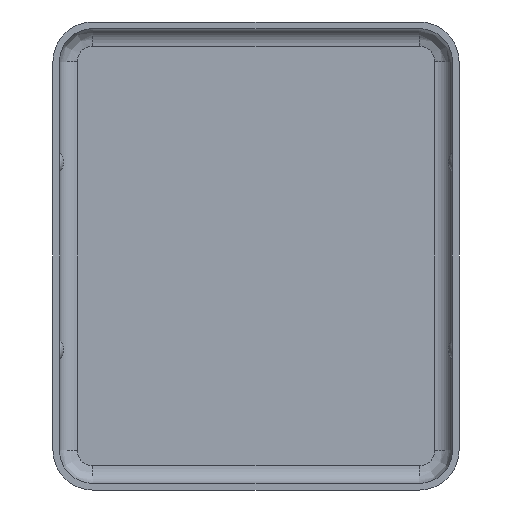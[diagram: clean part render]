
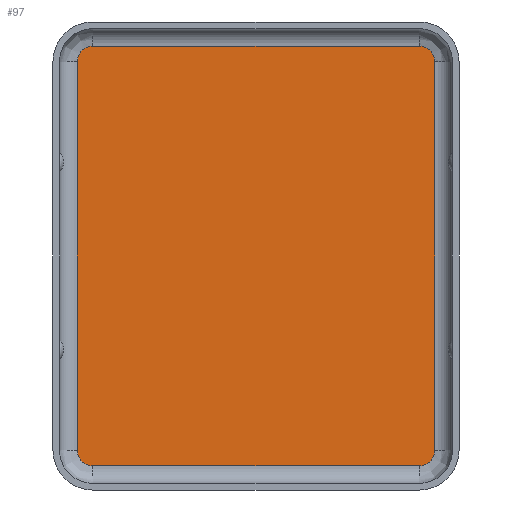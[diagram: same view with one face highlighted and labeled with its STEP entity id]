
A CAD part, front view. The second image highlights one B-rep face of the part: STEP entity #97.
In plain terms, the highlighted planar face has unit normal (0, -1, 0).
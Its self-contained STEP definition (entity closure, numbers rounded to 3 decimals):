
#97 = ADVANCED_FACE( 'NONE', ( #220 ), #221, .T. );
#220 = FACE_OUTER_BOUND( '', #409, .T. );
#221 = PLANE( '', #410 );
#409 = EDGE_LOOP( '', ( #751, #752, #753, #754, #755, #756, #757, #758 ) );
#410 = AXIS2_PLACEMENT_3D( '', #759, #760, #761 );
#751 = ORIENTED_EDGE( '', *, *, #1026, .F. );
#752 = ORIENTED_EDGE( '', *, *, #1027, .F. );
#753 = ORIENTED_EDGE( '', *, *, #1028, .F. );
#754 = ORIENTED_EDGE( '', *, *, #975, .T. );
#755 = ORIENTED_EDGE( '', *, *, #1029, .T. );
#756 = ORIENTED_EDGE( '', *, *, #1030, .F. );
#757 = ORIENTED_EDGE( '', *, *, #1018, .T. );
#758 = ORIENTED_EDGE( '', *, *, #1031, .T. );
#759 = CARTESIAN_POINT( '', ( 7.4, 0., -8.8 ) );
#760 = DIRECTION( '', ( 0., -1., 0. ) );
#761 = DIRECTION( '', ( 0., 0., -1. ) );
#975 = EDGE_CURVE( 'NONE', #1123, #1121, #1124, .T. );
#1018 = EDGE_CURVE( 'NONE', #1192, #1190, #1193, .T. );
#1026 = EDGE_CURVE( 'NONE', #1204, #1205, #1206, .T. );
#1027 = EDGE_CURVE( 'NONE', #1207, #1204, #1208, .T. );
#1028 = EDGE_CURVE( 'NONE', #1123, #1207, #1209, .T. );
#1029 = EDGE_CURVE( 'NONE', #1121, #1210, #1211, .T. );
#1030 = EDGE_CURVE( 'NONE', #1192, #1210, #1212, .T. );
#1031 = EDGE_CURVE( 'NONE', #1190, #1205, #1213, .T. );
#1121 = VERTEX_POINT( 'NONE', #1316 );
#1123 = VERTEX_POINT( 'NONE', #1318 );
#1124 = CIRCLE( '', #1319, 0.7 );
#1190 = VERTEX_POINT( 'NONE', #1402 );
#1192 = VERTEX_POINT( 'NONE', #1404 );
#1193 = LINE( '', #1405, #1406 );
#1204 = VERTEX_POINT( 'NONE', #1419 );
#1205 = VERTEX_POINT( 'NONE', #1420 );
#1206 = LINE( '', #1421, #1422 );
#1207 = VERTEX_POINT( 'NONE', #1423 );
#1208 = CIRCLE( '', #1424, 0.7 );
#1209 = LINE( '', #1425, #1426 );
#1210 = VERTEX_POINT( 'NONE', #1427 );
#1211 = LINE( '', #1428, #1429 );
#1212 = CIRCLE( '', #1430, 0.7 );
#1213 = CIRCLE( '', #1431, 0.7 );
#1316 = CARTESIAN_POINT( '', ( 7.4, 0., 9.5 ) );
#1318 = CARTESIAN_POINT( '', ( 8.1, 0., 8.8 ) );
#1319 = AXIS2_PLACEMENT_3D( '', #1530, #1531, #1532 );
#1402 = CARTESIAN_POINT( '', ( -8.1, 0., -8.8 ) );
#1404 = CARTESIAN_POINT( '', ( -8.1, 0., 8.8 ) );
#1405 = CARTESIAN_POINT( '', ( -8.1, 0., 0. ) );
#1406 = VECTOR( '', #1601, 1000. );
#1419 = CARTESIAN_POINT( '', ( 7.4, 0., -9.5 ) );
#1420 = CARTESIAN_POINT( '', ( -7.4, 0., -9.5 ) );
#1421 = CARTESIAN_POINT( '', ( 7.4, 0., -9.5 ) );
#1422 = VECTOR( '', #1613, 1000. );
#1423 = CARTESIAN_POINT( '', ( 8.1, 0., -8.8 ) );
#1424 = AXIS2_PLACEMENT_3D( '', #1614, #1615, #1616 );
#1425 = CARTESIAN_POINT( '', ( 8.1, 0., 0. ) );
#1426 = VECTOR( '', #1617, 1000. );
#1427 = CARTESIAN_POINT( '', ( -7.4, 0., 9.5 ) );
#1428 = CARTESIAN_POINT( '', ( 7.4, 0., 9.5 ) );
#1429 = VECTOR( '', #1618, 1000. );
#1430 = AXIS2_PLACEMENT_3D( '', #1619, #1620, #1621 );
#1431 = AXIS2_PLACEMENT_3D( '', #1622, #1623, #1624 );
#1530 = CARTESIAN_POINT( '', ( 7.4, 0., 8.8 ) );
#1531 = DIRECTION( '', ( 0., -1., 0. ) );
#1532 = DIRECTION( '', ( 0., 0., -1. ) );
#1601 = DIRECTION( '', ( 0., 0., -1. ) );
#1613 = DIRECTION( '', ( -1., 0., 0. ) );
#1614 = CARTESIAN_POINT( '', ( 7.4, 0., -8.8 ) );
#1615 = DIRECTION( '', ( 0., 1., 0. ) );
#1616 = DIRECTION( '', ( 0., 0., 1. ) );
#1617 = DIRECTION( '', ( 0., 0., -1. ) );
#1618 = DIRECTION( '', ( -1., 0., 0. ) );
#1619 = CARTESIAN_POINT( '', ( -7.4, 0., 8.8 ) );
#1620 = DIRECTION( '', ( 0., 1., 0. ) );
#1621 = DIRECTION( '', ( 0., 0., -1. ) );
#1622 = CARTESIAN_POINT( '', ( -7.4, 0., -8.8 ) );
#1623 = DIRECTION( '', ( 0., -1., 0. ) );
#1624 = DIRECTION( '', ( 0., 0., 1. ) );
